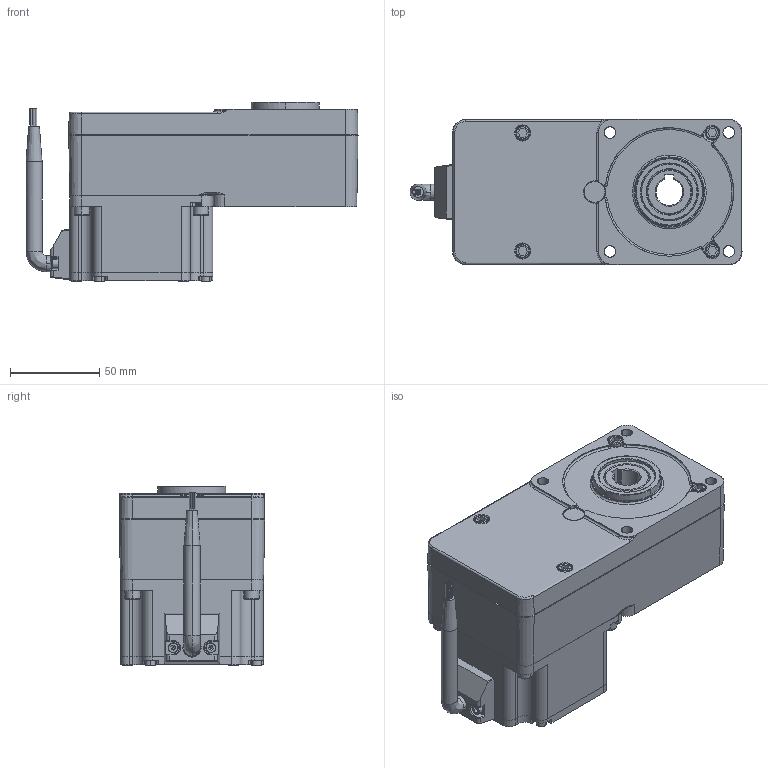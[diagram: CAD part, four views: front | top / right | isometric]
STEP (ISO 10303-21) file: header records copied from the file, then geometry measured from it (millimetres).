
FILE_DESCRIPTION (( 'STEP AP203' ), '1' );
FILE_NAME ('80.STEP', '2017-12-21T08:16:30', ( '微软用户' ), ( '微软中国' ), 'SwSTEP 2.0', 'SolidWorks 2011', '' );
FILE_SCHEMA (( 'CONFIG_CONTROL_DESIGN' ));
Length unit declared in the file: millimetre
Products named in the file (10): 80; LDLD_ASM_1; ASM0005_ASM_1; PRT0008_1; CLX_1; PRT0005_1; PRT0004_1; PRT0003_1; PRT0002_1; PRT0001_1
Assembly tree (17 placements, depth 4):
  80
    PRT0002_1  x6
    PRT0005_1
    LDLD_ASM_1  x4
      ASM0005_ASM_1
        PRT0008_1
    PRT0003_1
    PRT0004_1
    CLX_1
    PRT0001_1
Bounding box: 185.62 x 81.26 x 100.25 mm (x, y, z)
Volume: 104926.2 mm3; surface area: 132778.7 mm2
Topology: 13 solids, 23 shells, 1612 faces, 3911 edges, 2372 vertices
Faces by surface type: cone 620, cylinder 517, plane 359, bspline 112, torus 4
Entity records: 37456 total; most frequent: CARTESIAN_POINT 15303, ORIENTED_EDGE 4459, DIRECTION 4139, EDGE_CURVE 2320, AXIS2_PLACEMENT_3D 1573, VERTEX_POINT 1505, VECTOR 993, LINE 993
